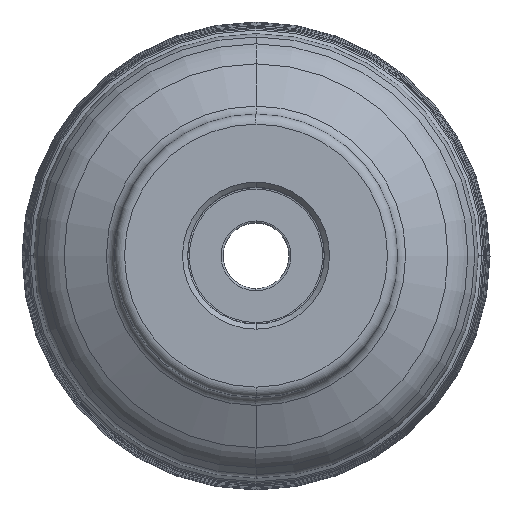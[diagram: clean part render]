
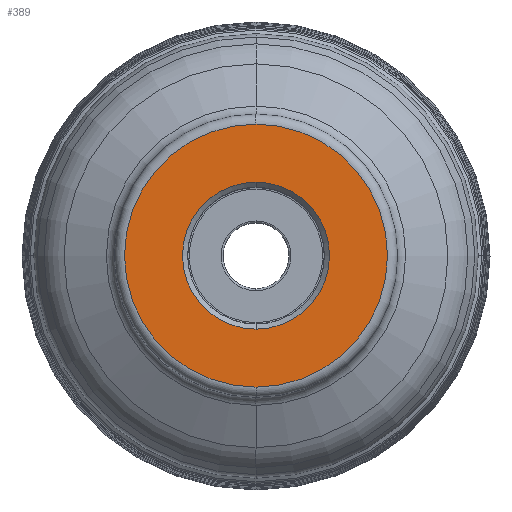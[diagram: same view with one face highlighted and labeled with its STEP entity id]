
A CAD part, top view. The second image highlights one B-rep face of the part: STEP entity #389.
In plain terms, the highlighted planar face has unit normal (0, 0, 1).
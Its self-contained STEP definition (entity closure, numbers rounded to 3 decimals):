
#61=PLANE('',#3983);
#73=FACE_BOUND('',#905,.T.);
#74=FACE_BOUND('',#906,.T.);
#389=ADVANCED_FACE('',(#73,#74),#61,.F.);
#905=EDGE_LOOP('',(#1668,#1669,#1670,#1671));
#906=EDGE_LOOP('',(#1672,#1673));
#1668=ORIENTED_EDGE('',*,*,#2472,.T.);
#1669=ORIENTED_EDGE('',*,*,#2473,.T.);
#1670=ORIENTED_EDGE('',*,*,#2474,.F.);
#1671=ORIENTED_EDGE('',*,*,#2475,.F.);
#1672=ORIENTED_EDGE('',*,*,#2471,.T.);
#1673=ORIENTED_EDGE('',*,*,#2469,.T.);
#2044=VERTEX_POINT('',#7564);
#2045=VERTEX_POINT('',#7566);
#2046=VERTEX_POINT('',#7572);
#2047=VERTEX_POINT('',#7573);
#2048=VERTEX_POINT('',#7575);
#2049=VERTEX_POINT('',#7577);
#2469=EDGE_CURVE('',#2045,#2044,#2996,.T.);
#2471=EDGE_CURVE('',#2044,#2045,#2997,.T.);
#2472=EDGE_CURVE('',#2046,#2047,#2998,.T.);
#2473=EDGE_CURVE('',#2047,#2048,#2999,.T.);
#2474=EDGE_CURVE('',#2049,#2048,#3000,.T.);
#2475=EDGE_CURVE('',#2046,#2049,#3001,.T.);
#2996=CIRCLE('',#3975,14.535);
#2997=CIRCLE('',#3977,14.535);
#2998=CIRCLE('',#3979,26.);
#2999=CIRCLE('',#3980,26.);
#3000=CIRCLE('',#3981,26.);
#3001=CIRCLE('',#3982,26.);
#3975=AXIS2_PLACEMENT_3D('',#7565,#4971,#4972);
#3977=AXIS2_PLACEMENT_3D('',#7569,#4976,#4977);
#3979=AXIS2_PLACEMENT_3D('',#7571,#4980,#4981);
#3980=AXIS2_PLACEMENT_3D('',#7574,#4982,#4983);
#3981=AXIS2_PLACEMENT_3D('',#7576,#4984,#4985);
#3982=AXIS2_PLACEMENT_3D('',#7578,#4986,#4987);
#3983=AXIS2_PLACEMENT_3D('',#7579,#4988,#4989);
#4971=DIRECTION('',(0.,0.,-1.));
#4972=DIRECTION('',(0.,-1.,0.));
#4976=DIRECTION('',(0.,0.,-1.));
#4977=DIRECTION('',(0.,1.,0.));
#4980=DIRECTION('',(0.,0.,1.));
#4981=DIRECTION('',(-0.001,1.,0.));
#4982=DIRECTION('',(0.,0.,1.));
#4983=DIRECTION('',(0.001,-1.,0.));
#4984=DIRECTION('',(0.,0.,-1.));
#4985=DIRECTION('',(0.001,-1.,0.));
#4986=DIRECTION('',(0.,0.,-1.));
#4987=DIRECTION('',(-0.001,1.,0.));
#4988=DIRECTION('',(0.,0.,-1.));
#4989=DIRECTION('',(0.,1.,0.));
#7564=CARTESIAN_POINT('',(0.,14.535,0.));
#7565=CARTESIAN_POINT('',(0.,0.,0.));
#7566=CARTESIAN_POINT('',(0.,-14.535,0.));
#7569=CARTESIAN_POINT('',(0.,0.,0.));
#7571=CARTESIAN_POINT('',(0.,0.,0.));
#7572=CARTESIAN_POINT('',(-0.015,26.,0.));
#7573=CARTESIAN_POINT('',(0.,-26.,0.));
#7574=CARTESIAN_POINT('',(0.,0.,0.));
#7575=CARTESIAN_POINT('',(0.015,-26.,0.));
#7576=CARTESIAN_POINT('',(0.,0.,0.));
#7577=CARTESIAN_POINT('',(0.,26.,0.));
#7578=CARTESIAN_POINT('',(0.,0.,0.));
#7579=CARTESIAN_POINT('',(0.,0.,0.));
